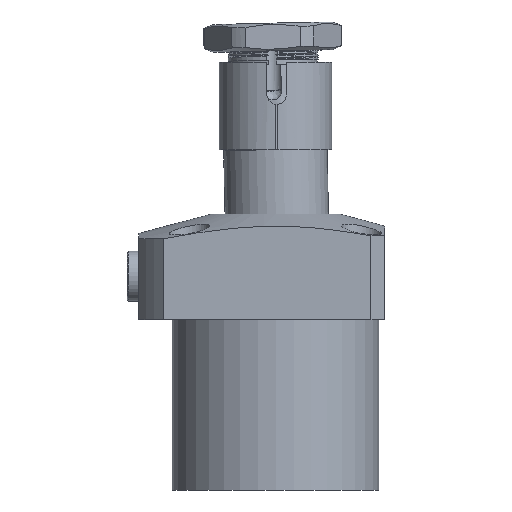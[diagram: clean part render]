
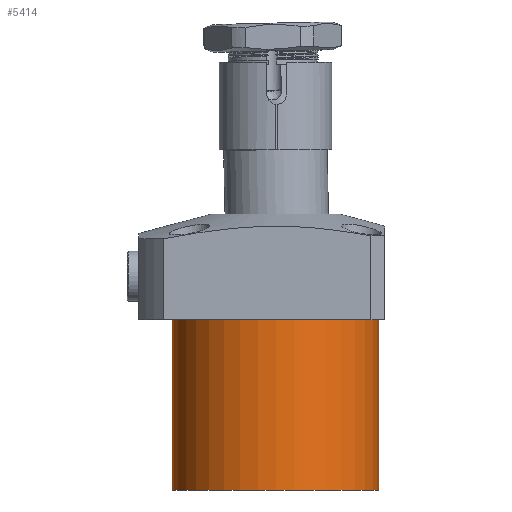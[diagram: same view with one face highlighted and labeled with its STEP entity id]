
A CAD part, front view. The second image highlights one B-rep face of the part: STEP entity #5414.
In plain terms, the highlighted cylindrical face has radius 45 mm (diameter 90 mm), a partial arc.
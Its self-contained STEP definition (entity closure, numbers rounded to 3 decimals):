
#468 = LINE ( 'NONE', #6419, #12487 ) ;
#490 = DIRECTION ( 'NONE',  ( 1., 0., 0. ) ) ;
#540 = DIRECTION ( 'NONE',  ( 0., 0., -1. ) ) ;
#1089 = AXIS2_PLACEMENT_3D ( 'NONE', #1917, #11885, #9674 ) ;
#1459 = VECTOR ( 'NONE', #5678, 1000. ) ;
#1613 = AXIS2_PLACEMENT_3D ( 'NONE', #9553, #14112, #7364 ) ;
#1917 = CARTESIAN_POINT ( 'NONE',  ( 0., 0., -74. ) ) ;
#1922 = EDGE_CURVE ( 'NONE', #4035, #4551, #468, .T. ) ;
#2541 = VERTEX_POINT ( 'NONE', #11687 ) ;
#2630 = EDGE_CURVE ( 'NONE', #4551, #2541, #8966, .T. ) ;
#3503 = ORIENTED_EDGE ( 'NONE', *, *, #2630, .T. ) ;
#4035 = VERTEX_POINT ( 'NONE', #8536 ) ;
#4551 = VERTEX_POINT ( 'NONE', #12576 ) ;
#5414 = ADVANCED_FACE ( 'NONE', ( #8601 ), #7734, .T. ) ;
#5415 = DIRECTION ( 'NONE',  ( 0., 0., 1. ) ) ;
#5678 = DIRECTION ( 'NONE',  ( 0., 0., 1. ) ) ;
#6419 = CARTESIAN_POINT ( 'NONE',  ( 45., 0., -74. ) ) ;
#6497 = ORIENTED_EDGE ( 'NONE', *, *, #10771, .F. ) ;
#6868 = AXIS2_PLACEMENT_3D ( 'NONE', #12820, #540, #490 ) ;
#7364 = DIRECTION ( 'NONE',  ( 1., 0., 0. ) ) ;
#7734 = CYLINDRICAL_SURFACE ( 'NONE', #1613, 45. ) ;
#8536 = CARTESIAN_POINT ( 'NONE',  ( 45., 0., -74. ) ) ;
#8601 = FACE_OUTER_BOUND ( 'NONE', #8877, .T. ) ;
#8877 = EDGE_LOOP ( 'NONE', ( #6497, #12214, #11472, #3503 ) ) ;
#8966 = CIRCLE ( 'NONE', #6868, 45. ) ;
#9137 = CARTESIAN_POINT ( 'NONE',  ( -45., 0., -74. ) ) ;
#9553 = CARTESIAN_POINT ( 'NONE',  ( 0., 0., -74. ) ) ;
#9674 = DIRECTION ( 'NONE',  ( 1., 0., 0. ) ) ;
#9758 = VERTEX_POINT ( 'NONE', #9137 ) ;
#10025 = EDGE_CURVE ( 'NONE', #9758, #4035, #10151, .T. ) ;
#10151 = CIRCLE ( 'NONE', #1089, 45. ) ;
#10771 = EDGE_CURVE ( 'NONE', #9758, #2541, #12619, .T. ) ;
#11472 = ORIENTED_EDGE ( 'NONE', *, *, #1922, .T. ) ;
#11687 = CARTESIAN_POINT ( 'NONE',  ( -45., 0., 0. ) ) ;
#11885 = DIRECTION ( 'NONE',  ( 0., 0., 1. ) ) ;
#12214 = ORIENTED_EDGE ( 'NONE', *, *, #10025, .T. ) ;
#12487 = VECTOR ( 'NONE', #5415, 1000. ) ;
#12576 = CARTESIAN_POINT ( 'NONE',  ( 45., 0., 0. ) ) ;
#12619 = LINE ( 'NONE', #13550, #1459 ) ;
#12820 = CARTESIAN_POINT ( 'NONE',  ( 0., 0., 0. ) ) ;
#13550 = CARTESIAN_POINT ( 'NONE',  ( -45., 0., -74. ) ) ;
#14112 = DIRECTION ( 'NONE',  ( 0., 0., 1. ) ) ;
